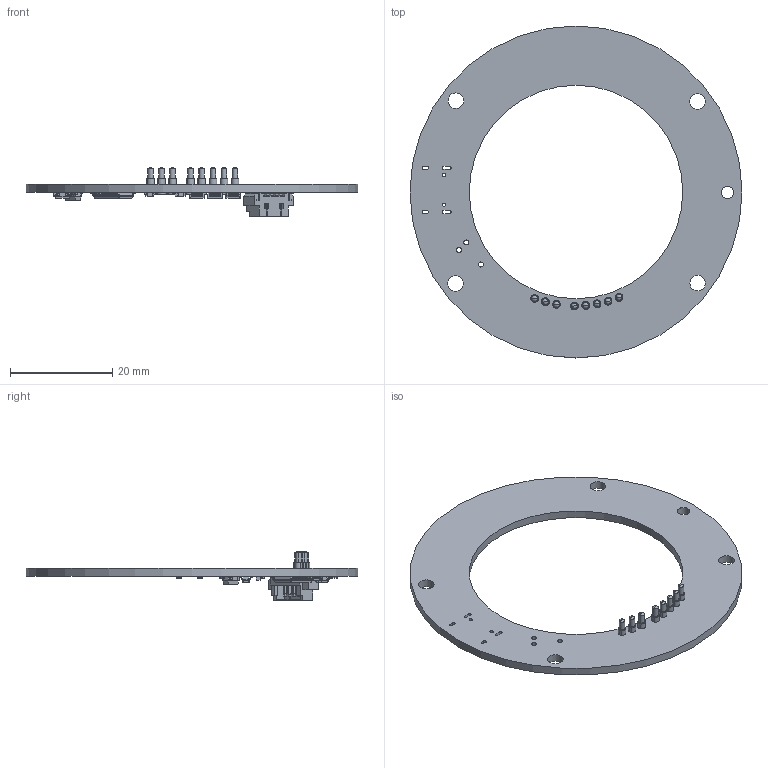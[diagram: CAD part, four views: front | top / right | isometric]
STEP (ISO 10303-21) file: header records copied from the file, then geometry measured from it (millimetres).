
FILE_DESCRIPTION(('FreeCAD Model'),'2;1');
FILE_NAME( 'lensmount_pcb.step', '2020-10-15T20:23:45',('Author'),(''), 'Open CASCADE STEP processor 7.3','FreeCAD','Unknown');
FILE_SCHEMA(('AUTOMOTIVE_DESIGN { 1 0 10303 214 1 1 1 1 }'));
Length unit declared in the file: millimetre
Products named in the file (40): lensmount-v1; Board_Geoms_cc19; Local_CS_cc19; Pcb_cc19; PCB_Sketch_cc19; Step_Models_cc19; Top_cc19; J5_mill-max-0964-0-15-20-85-14-11-0_5F3EEFC4; J6_mill-max-0964-0-15-20-85-14-11-0_5F3EEFBF; J4_mill-max-0964-0-15-20-85-14-11-0_5F3EEFBA; J7_mill-max-0964-0-15-20-85-14-11-0_5F3EEFB5; J3_mill-max-0964-0-15-20-85-14-11-0_5F3EEFB0; J8_mill-max-0964-0-15-20-85-14-11-0_5F3EEFAB; J2_mill-max-0964-0-15-20-85-14-11-0_5F3EEFA6; J1_mill-max-0964-0-15-20-85-14-11-0_5F3EEFA1; Bot_cc19; U3_SOT_23_6_5F3F1C37; U2_SOT_23_5F3F006B; R9_R_0402_1005Metric_5F3F0010; R8_R_0402_1005Metric_5F3F0009; R7_R_0402_1005Metric_5F3F0E56; R6_R_0402_1005Metric_5F3EFFFB; R5_R_0402_1005Metric_5F3EFFF4; R4_R_0402_1005Metric_5F3EFFED; R3_R_0402_1005Metric_5F3EFFE6; R2_R_0402_1005Metric_5F3EFFDF; R1_R_0402_1005Metric_5F3EFFD8; Q3_SOT_23_5F3EFFD1; Q2_SOT_23_5F3F0DD3; Q1_SOT_23_5F3EFFA7; J10_Molex_53398_0571_5F3EFF7D; D1_D_SOD_323F_5F3EFEE1; C7_C_0603_1608Metric_5F3EFEC9; C6_C_0603_1608Metric_5F3EFEC2; C5_C_0402_1005Metric_5F3EFEBB; C4_C_0603_1608Metric_5F3EFEB4; C3_C_0603_1608Metric_5F3EFEAD; C2_C_0402_1005Metric_5F3EFEA6; C1_C_0402_1005Metric_5F3EFE9F; U1_TSSOP_20_44x65mm_P065mm_5F3EF99D
Assembly tree (39 placements, depth 4):
  lensmount-v1
    Board_Geoms_cc19
      Local_CS_cc19
      Pcb_cc19
      PCB_Sketch_cc19
    Step_Models_cc19
      Top_cc19
        J5_mill-max-0964-0-15-20-85-14-11-0_5F3EEFC4
        J6_mill-max-0964-0-15-20-85-14-11-0_5F3EEFBF
        J4_mill-max-0964-0-15-20-85-14-11-0_5F3EEFBA
        J7_mill-max-0964-0-15-20-85-14-11-0_5F3EEFB5
        J3_mill-max-0964-0-15-20-85-14-11-0_5F3EEFB0
        J8_mill-max-0964-0-15-20-85-14-11-0_5F3EEFAB
        J2_mill-max-0964-0-15-20-85-14-11-0_5F3EEFA6
        J1_mill-max-0964-0-15-20-85-14-11-0_5F3EEFA1
      Bot_cc19
        U3_SOT_23_6_5F3F1C37
        U2_SOT_23_5F3F006B
        R9_R_0402_1005Metric_5F3F0010
        R8_R_0402_1005Metric_5F3F0009
        R7_R_0402_1005Metric_5F3F0E56
        R6_R_0402_1005Metric_5F3EFFFB
        R5_R_0402_1005Metric_5F3EFFF4
        R4_R_0402_1005Metric_5F3EFFED
        R3_R_0402_1005Metric_5F3EFFE6
        R2_R_0402_1005Metric_5F3EFFDF
        R1_R_0402_1005Metric_5F3EFFD8
        Q3_SOT_23_5F3EFFD1
        Q2_SOT_23_5F3F0DD3
        Q1_SOT_23_5F3EFFA7
        J10_Molex_53398_0571_5F3EFF7D
        D1_D_SOD_323F_5F3EFEE1
        C7_C_0603_1608Metric_5F3EFEC9
        C6_C_0603_1608Metric_5F3EFEC2
        C5_C_0402_1005Metric_5F3EFEBB
        C4_C_0603_1608Metric_5F3EFEB4
        C3_C_0603_1608Metric_5F3EFEAD
        C2_C_0402_1005Metric_5F3EFEA6
        C1_C_0402_1005Metric_5F3EFE9F
        U1_TSSOP_20_44x65mm_P065mm_5F3EF99D
Bounding box: 65 x 65 x 9.53 mm (x, y, z)
Volume: 3230.8 mm3; surface area: 5273.4 mm2
Topology: 33 solids, 33 shells, 1620 faces, 4107 edges, 2595 vertices
Faces by surface type: plane 963, cylinder 417, bspline 192, cone 32, revolution 16
Full cylindrical faces by diameter (mm): 0.5 x1, 0.65 x2, 0.986 x2, 0.988 x1, 1.53 x8, 2.402 x1, 3.046 x4, 41.8 x1, 65 x1
Entity records: 58735 total; most frequent: CARTESIAN_POINT 9249, ORIENTED_EDGE 8168, DIRECTION 7716, EDGE_CURVE 4084, LINE 2978, VECTOR 2978, VERTEX_POINT 2588, AXIS2_PLACEMENT_3D 2361
